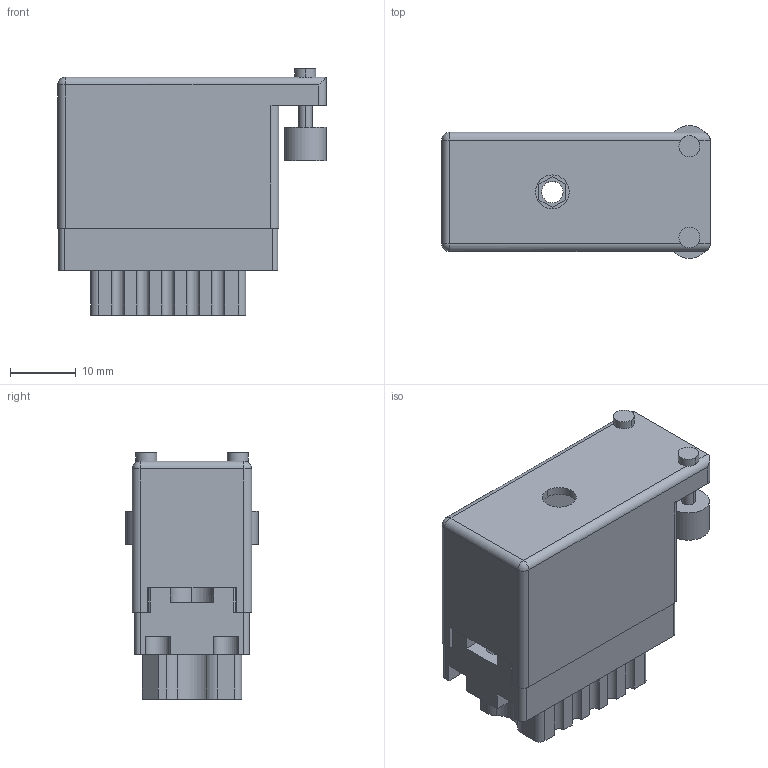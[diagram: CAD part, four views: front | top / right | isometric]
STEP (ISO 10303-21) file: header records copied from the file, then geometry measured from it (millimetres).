
FILE_DESCRIPTION (( 'STEP AP203' ), '1' );
FILE_NAME ('519-014-500-420.STEP', '2020-09-09T17:55:54', ( '' ), ( '' ), 'SwSTEP 2.0', 'SolidWorks 2020', '' );
FILE_SCHEMA (( 'CONFIG_CONTROL_DESIGN' ));
Length unit declared in the file: inch
Products named in the file (4): 516-230-001_Plastic - 020 Side Entry; 519-014-500-420; 519 Receptacle Insulator_014; 516-292-001_500 Contact
Assembly tree (16 placements, depth 2):
  519-014-500-420
    519 Receptacle Insulator_014
    516-292-001_500 Contact  x14
    516-230-001_Plastic - 020 Side Entry
Bounding box: 40.87 x 20.24 x 37.52 mm (x, y, z)
Volume: 10474.8 mm3; surface area: 15566.6 mm2
Topology: 16 solids, 16 shells, 1603 faces, 4645 edges, 3080 vertices
Faces by surface type: plane 956, cylinder 559, bspline 84, cone 2, sphere 2
Entity records: 21422 total; most frequent: CARTESIAN_POINT 3910, ORIENTED_EDGE 3566, DIRECTION 3471, EDGE_CURVE 1783, VECTOR 1271, LINE 1271, VERTEX_POINT 1182, AXIS2_PLACEMENT_3D 1100
